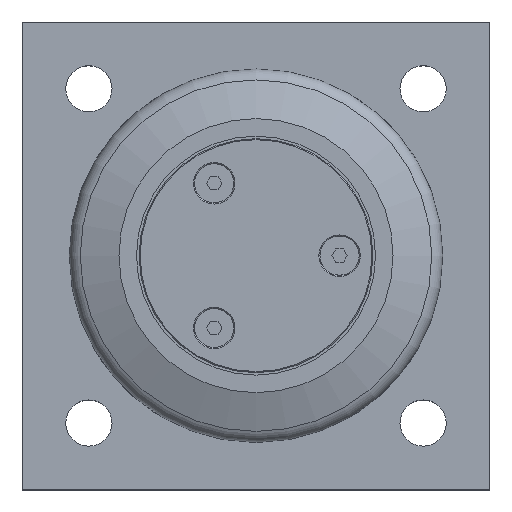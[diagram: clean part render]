
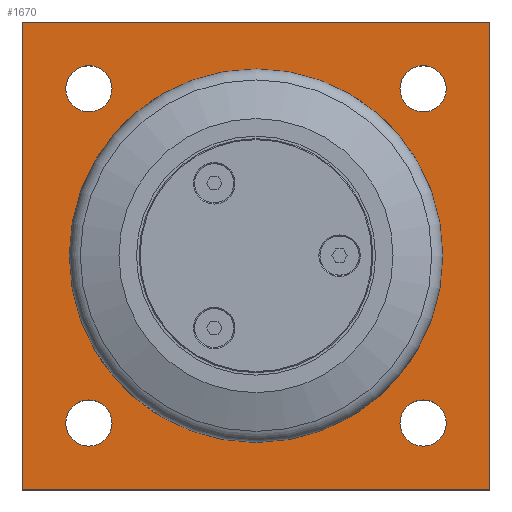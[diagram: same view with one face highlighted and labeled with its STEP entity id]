
A CAD part, top view. The second image highlights one B-rep face of the part: STEP entity #1670.
In plain terms, the highlighted planar face has unit normal (0, 0, 1).
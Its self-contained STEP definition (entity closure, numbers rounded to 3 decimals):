
#71=FACE_BOUND('',#242,.T.);
#72=FACE_BOUND('',#243,.T.);
#73=FACE_BOUND('',#244,.T.);
#74=FACE_BOUND('',#245,.T.);
#75=FACE_BOUND('',#246,.T.);
#102=PLANE('',#1792);
#150=FACE_OUTER_BOUND('',#241,.T.);
#241=EDGE_LOOP('',(#1132,#1133,#1134,#1135));
#242=EDGE_LOOP('',(#1136,#1137));
#243=EDGE_LOOP('',(#1138,#1139));
#244=EDGE_LOOP('',(#1140,#1141));
#245=EDGE_LOOP('',(#1142,#1143));
#246=EDGE_LOOP('',(#1144));
#348=LINE('',#2511,#452);
#351=LINE('',#2516,#455);
#353=LINE('',#2520,#457);
#355=LINE('',#2523,#459);
#452=VECTOR('',#1997,10.);
#455=VECTOR('',#2002,10.);
#457=VECTOR('',#2006,10.);
#459=VECTOR('',#2010,10.);
#558=CIRCLE('',#1781,6.918);
#559=CIRCLE('',#1782,6.918);
#560=CIRCLE('',#1784,6.918);
#561=CIRCLE('',#1785,6.918);
#562=CIRCLE('',#1787,6.918);
#563=CIRCLE('',#1788,6.918);
#564=CIRCLE('',#1790,6.918);
#565=CIRCLE('',#1791,6.918);
#566=CIRCLE('',#1793,35.);
#680=VERTEX_POINT('',#2509);
#681=VERTEX_POINT('',#2510);
#682=VERTEX_POINT('',#2515);
#683=VERTEX_POINT('',#2519);
#684=VERTEX_POINT('',#2525);
#685=VERTEX_POINT('',#2526);
#686=VERTEX_POINT('',#2531);
#687=VERTEX_POINT('',#2532);
#688=VERTEX_POINT('',#2537);
#689=VERTEX_POINT('',#2538);
#690=VERTEX_POINT('',#2543);
#691=VERTEX_POINT('',#2544);
#692=VERTEX_POINT('',#2549);
#854=EDGE_CURVE('',#680,#681,#348,.T.);
#857=EDGE_CURVE('',#682,#680,#351,.T.);
#859=EDGE_CURVE('',#683,#682,#353,.T.);
#861=EDGE_CURVE('',#681,#683,#355,.T.);
#862=EDGE_CURVE('',#684,#685,#558,.T.);
#863=EDGE_CURVE('',#685,#684,#559,.T.);
#865=EDGE_CURVE('',#686,#687,#560,.T.);
#866=EDGE_CURVE('',#687,#686,#561,.T.);
#868=EDGE_CURVE('',#688,#689,#562,.T.);
#869=EDGE_CURVE('',#689,#688,#563,.T.);
#871=EDGE_CURVE('',#690,#691,#564,.T.);
#872=EDGE_CURVE('',#691,#690,#565,.T.);
#874=EDGE_CURVE('',#692,#692,#566,.T.);
#1132=ORIENTED_EDGE('',*,*,#861,.F.);
#1133=ORIENTED_EDGE('',*,*,#854,.F.);
#1134=ORIENTED_EDGE('',*,*,#857,.F.);
#1135=ORIENTED_EDGE('',*,*,#859,.F.);
#1136=ORIENTED_EDGE('',*,*,#862,.T.);
#1137=ORIENTED_EDGE('',*,*,#863,.T.);
#1138=ORIENTED_EDGE('',*,*,#865,.T.);
#1139=ORIENTED_EDGE('',*,*,#866,.T.);
#1140=ORIENTED_EDGE('',*,*,#868,.T.);
#1141=ORIENTED_EDGE('',*,*,#869,.T.);
#1142=ORIENTED_EDGE('',*,*,#871,.T.);
#1143=ORIENTED_EDGE('',*,*,#872,.T.);
#1144=ORIENTED_EDGE('',*,*,#874,.T.);
#1670=ADVANCED_FACE('',(#150,#71,#72,#73,#74,#75),#102,.T.);
#1781=AXIS2_PLACEMENT_3D('',#2527,#2013,#2014);
#1782=AXIS2_PLACEMENT_3D('',#2528,#2015,#2016);
#1784=AXIS2_PLACEMENT_3D('',#2533,#2020,#2021);
#1785=AXIS2_PLACEMENT_3D('',#2534,#2022,#2023);
#1787=AXIS2_PLACEMENT_3D('',#2539,#2027,#2028);
#1788=AXIS2_PLACEMENT_3D('',#2540,#2029,#2030);
#1790=AXIS2_PLACEMENT_3D('',#2545,#2034,#2035);
#1791=AXIS2_PLACEMENT_3D('',#2546,#2036,#2037);
#1792=AXIS2_PLACEMENT_3D('',#2548,#2039,#2040);
#1793=AXIS2_PLACEMENT_3D('',#2550,#2041,#2042);
#1997=DIRECTION('',(-1.,0.,0.));
#2002=DIRECTION('',(0.,-1.,0.));
#2006=DIRECTION('',(1.,0.,0.));
#2010=DIRECTION('',(0.,1.,0.));
#2013=DIRECTION('center_axis',(0.,0.,-1.));
#2014=DIRECTION('ref_axis',(1.,0.,0.));
#2015=DIRECTION('center_axis',(0.,0.,-1.));
#2016=DIRECTION('ref_axis',(1.,0.,0.));
#2020=DIRECTION('center_axis',(0.,0.,-1.));
#2021=DIRECTION('ref_axis',(1.,0.,0.));
#2022=DIRECTION('center_axis',(0.,0.,-1.));
#2023=DIRECTION('ref_axis',(1.,0.,0.));
#2027=DIRECTION('center_axis',(0.,0.,-1.));
#2028=DIRECTION('ref_axis',(1.,0.,0.));
#2029=DIRECTION('center_axis',(0.,0.,-1.));
#2030=DIRECTION('ref_axis',(1.,0.,0.));
#2034=DIRECTION('center_axis',(0.,0.,-1.));
#2035=DIRECTION('ref_axis',(1.,0.,0.));
#2036=DIRECTION('center_axis',(0.,0.,-1.));
#2037=DIRECTION('ref_axis',(1.,0.,0.));
#2039=DIRECTION('center_axis',(0.,0.,1.));
#2040=DIRECTION('ref_axis',(1.,0.,0.));
#2041=DIRECTION('center_axis',(0.,0.,-1.));
#2042=DIRECTION('ref_axis',(0.,-1.,0.));
#2509=CARTESIAN_POINT('',(140.,0.,20.));
#2510=CARTESIAN_POINT('',(0.,0.,20.));
#2511=CARTESIAN_POINT('',(0.,0.,20.));
#2515=CARTESIAN_POINT('',(140.,140.,20.));
#2516=CARTESIAN_POINT('',(140.,0.,20.));
#2519=CARTESIAN_POINT('',(0.,140.,20.));
#2520=CARTESIAN_POINT('',(140.,140.,20.));
#2523=CARTESIAN_POINT('',(0.,140.,20.));
#2525=CARTESIAN_POINT('',(26.917,120.,20.));
#2526=CARTESIAN_POINT('',(13.082,120.,20.));
#2527=CARTESIAN_POINT('Origin',(20.,120.,20.));
#2528=CARTESIAN_POINT('Origin',(20.,120.,20.));
#2531=CARTESIAN_POINT('',(126.918,120.,20.));
#2532=CARTESIAN_POINT('',(113.083,120.,20.));
#2533=CARTESIAN_POINT('Origin',(120.,120.,20.));
#2534=CARTESIAN_POINT('Origin',(120.,120.,20.));
#2537=CARTESIAN_POINT('',(126.918,20.,20.));
#2538=CARTESIAN_POINT('',(113.083,20.,20.));
#2539=CARTESIAN_POINT('Origin',(120.,20.,20.));
#2540=CARTESIAN_POINT('Origin',(120.,20.,20.));
#2543=CARTESIAN_POINT('',(26.917,20.,20.));
#2544=CARTESIAN_POINT('',(13.082,20.,20.));
#2545=CARTESIAN_POINT('Origin',(20.,20.,20.));
#2546=CARTESIAN_POINT('Origin',(20.,20.,20.));
#2548=CARTESIAN_POINT('Origin',(70.,70.,20.));
#2549=CARTESIAN_POINT('',(70.,105.,20.));
#2550=CARTESIAN_POINT('Origin',(70.,70.,20.));
